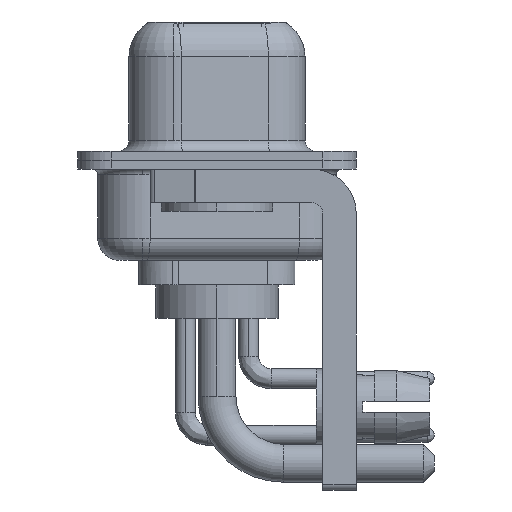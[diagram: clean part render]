
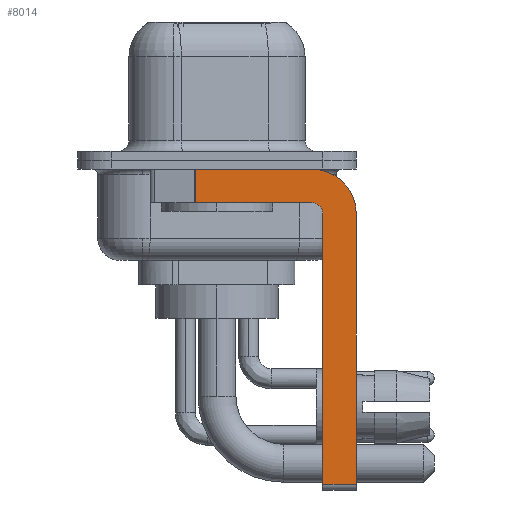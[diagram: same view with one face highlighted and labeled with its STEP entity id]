
A CAD part, left-side view. The second image highlights one B-rep face of the part: STEP entity #8014.
In plain terms, the highlighted planar face has unit normal (-1, 0, 0).
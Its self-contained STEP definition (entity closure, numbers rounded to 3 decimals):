
#127 = VERTEX_POINT ( 'NONE', #8362 ) ;
#848 = EDGE_CURVE ( 'NONE', #13804, #2771, #2393, .T. ) ;
#975 = CARTESIAN_POINT ( 'NONE',  ( -2.9, -4.75, -14.8 ) ) ;
#1109 = VECTOR ( 'NONE', #1511, 1000. ) ;
#1200 = ORIENTED_EDGE ( 'NONE', *, *, #848, .F. ) ;
#1511 = DIRECTION ( 'NONE',  ( 0., 1., 0. ) ) ;
#1716 = VECTOR ( 'NONE', #16741, 1000. ) ;
#1772 = ORIENTED_EDGE ( 'NONE', *, *, #3068, .F. ) ;
#1922 = VERTEX_POINT ( 'NONE', #15449 ) ;
#1982 = CARTESIAN_POINT ( 'NONE',  ( -2.9, -4.25, -0.4 ) ) ;
#2072 = DIRECTION ( 'NONE',  ( 0., 0., -1. ) ) ;
#2227 = ORIENTED_EDGE ( 'NONE', *, *, #13141, .F. ) ;
#2268 = LINE ( 'NONE', #975, #20715 ) ;
#2393 = LINE ( 'NONE', #11342, #1716 ) ;
#2462 = CARTESIAN_POINT ( 'NONE',  ( -2.9, 0.978, -1.9 ) ) ;
#2643 = LINE ( 'NONE', #16984, #11192 ) ;
#2771 = VERTEX_POINT ( 'NONE', #1982 ) ;
#2925 = CARTESIAN_POINT ( 'NONE',  ( -2.9, -6.25, -2.4 ) ) ;
#2962 = VERTEX_POINT ( 'NONE', #2925 ) ;
#3068 = EDGE_CURVE ( 'NONE', #16285, #127, #3398, .T. ) ;
#3163 = CARTESIAN_POINT ( 'NONE',  ( -2.9, -4.25, -1.9 ) ) ;
#3398 = LINE ( 'NONE', #3163, #1109 ) ;
#3754 = CARTESIAN_POINT ( 'NONE',  ( -2.9, 0.978, -0.4 ) ) ;
#3961 = DIRECTION ( 'NONE',  ( 1., 0., 0. ) ) ;
#4253 = ORIENTED_EDGE ( 'NONE', *, *, #7494, .F. ) ;
#4331 = CARTESIAN_POINT ( 'NONE',  ( -2.9, -4.25, -14.55 ) ) ;
#5738 = EDGE_LOOP ( 'NONE', ( #1200, #16744, #1772, #19222, #2227, #21003, #4253, #7559 ) ) ;
#5811 = CARTESIAN_POINT ( 'NONE',  ( -2.9, -4.25, -1.9 ) ) ;
#5813 = AXIS2_PLACEMENT_3D ( 'NONE', #13743, #20881, #8668 ) ;
#6216 = CARTESIAN_POINT ( 'NONE',  ( -2.9, -6.25, -14.55 ) ) ;
#6972 = CIRCLE ( 'NONE', #5813, 0.5 ) ;
#7233 = EDGE_CURVE ( 'NONE', #2771, #2962, #22783, .T. ) ;
#7494 = EDGE_CURVE ( 'NONE', #2962, #16819, #2643, .T. ) ;
#7559 = ORIENTED_EDGE ( 'NONE', *, *, #7233, .F. ) ;
#8014 = ADVANCED_FACE ( 'NONE', ( #22049 ), #18623, .F. ) ;
#8161 = DIRECTION ( 'NONE',  ( 0., 0., 1. ) ) ;
#8362 = CARTESIAN_POINT ( 'NONE',  ( -2.9, 0.978, -1.9 ) ) ;
#8668 = DIRECTION ( 'NONE',  ( 0., 0., 1. ) ) ;
#9051 = EDGE_CURVE ( 'NONE', #1922, #16819, #20419, .T. ) ;
#10894 = DIRECTION ( 'NONE',  ( 0., 0., -1. ) ) ;
#11192 = VECTOR ( 'NONE', #13967, 1000. ) ;
#11342 = CARTESIAN_POINT ( 'NONE',  ( -2.9, 3., -0.4 ) ) ;
#13055 = AXIS2_PLACEMENT_3D ( 'NONE', #19928, #19812, #10894 ) ;
#13079 = DIRECTION ( 'NONE',  ( 0., 0., -1. ) ) ;
#13141 = EDGE_CURVE ( 'NONE', #1922, #23099, #2268, .T. ) ;
#13593 = EDGE_CURVE ( 'NONE', #13804, #127, #14833, .T. ) ;
#13743 = CARTESIAN_POINT ( 'NONE',  ( -2.9, -4.25, -2.4 ) ) ;
#13804 = VERTEX_POINT ( 'NONE', #3754 ) ;
#13967 = DIRECTION ( 'NONE',  ( 0., 0., -1. ) ) ;
#14833 = LINE ( 'NONE', #2462, #22997 ) ;
#14898 = CARTESIAN_POINT ( 'NONE',  ( -2.9, -4.25, -2.4 ) ) ;
#15304 = VECTOR ( 'NONE', #18651, 1000. ) ;
#15449 = CARTESIAN_POINT ( 'NONE',  ( -2.9, -4.75, -14.55 ) ) ;
#16285 = VERTEX_POINT ( 'NONE', #5811 ) ;
#16741 = DIRECTION ( 'NONE',  ( 0., -1., 0. ) ) ;
#16744 = ORIENTED_EDGE ( 'NONE', *, *, #13593, .T. ) ;
#16819 = VERTEX_POINT ( 'NONE', #6216 ) ;
#16964 = CARTESIAN_POINT ( 'NONE',  ( -2.9, -4.75, -2.4 ) ) ;
#16984 = CARTESIAN_POINT ( 'NONE',  ( -2.9, -6.25, -2.4 ) ) ;
#17040 = AXIS2_PLACEMENT_3D ( 'NONE', #14898, #3961, #2072 ) ;
#17465 = EDGE_CURVE ( 'NONE', #23099, #16285, #6972, .T. ) ;
#18623 = PLANE ( 'NONE',  #17040 ) ;
#18651 = DIRECTION ( 'NONE',  ( 0., -1., 0. ) ) ;
#19222 = ORIENTED_EDGE ( 'NONE', *, *, #17465, .F. ) ;
#19812 = DIRECTION ( 'NONE',  ( 1., 0., 0. ) ) ;
#19928 = CARTESIAN_POINT ( 'NONE',  ( -2.9, -4.25, -2.4 ) ) ;
#20419 = LINE ( 'NONE', #4331, #15304 ) ;
#20715 = VECTOR ( 'NONE', #8161, 1000. ) ;
#20881 = DIRECTION ( 'NONE',  ( -1., 0., 0. ) ) ;
#21003 = ORIENTED_EDGE ( 'NONE', *, *, #9051, .T. ) ;
#22049 = FACE_OUTER_BOUND ( 'NONE', #5738, .T. ) ;
#22783 = CIRCLE ( 'NONE', #13055, 2. ) ;
#22997 = VECTOR ( 'NONE', #13079, 1000. ) ;
#23099 = VERTEX_POINT ( 'NONE', #16964 ) ;
